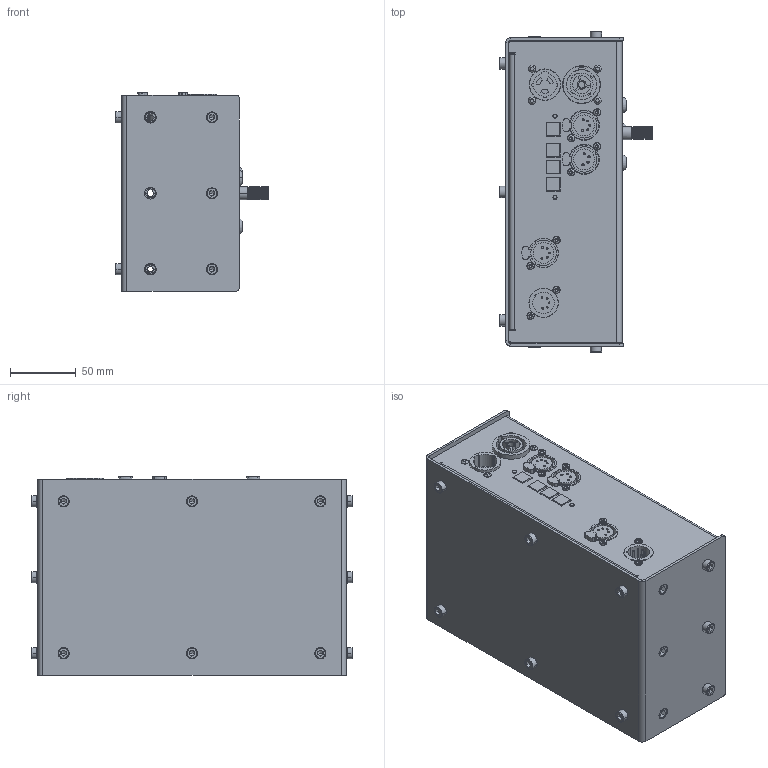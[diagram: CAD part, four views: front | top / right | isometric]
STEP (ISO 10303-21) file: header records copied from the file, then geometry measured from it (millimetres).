
FILE_DESCRIPTION (( 'STEP AP214' ), '1' );
FILE_NAME ('290.001.001_Main_Assembly (more detailed).STEP', '2022-03-07T09:46:23', ( '' ), ( '' ), 'SwSTEP 2.0', 'SolidWorks 2021', '' );
FILE_SCHEMA (( 'AUTOMOTIVE_DESIGN' ));
Length unit declared in the file: millimetre
Products named in the file (1): 290.001.001_Main_Assembly (more detailed)
Bounding box: 117.5 x 245.5 x 151.9 mm (x, y, z)
Surface area: 236357.4 mm2 (no closed solid volume)
Topology: 0 solids, 92 shells, 1011 faces, 3538 edges, 2441 vertices
Faces by surface type: plane 478, cylinder 373, cone 85, torus 46, sphere 16, bspline 13
Entity records: 57783 total; most frequent: CARTESIAN_POINT 18367, ORIENTED_EDGE 5589, DIRECTION 5330, EDGE_CURVE 3494, VERTEX_POINT 2441, AXIS2_PLACEMENT_3D 1785, VECTOR 1760, LINE 1760
